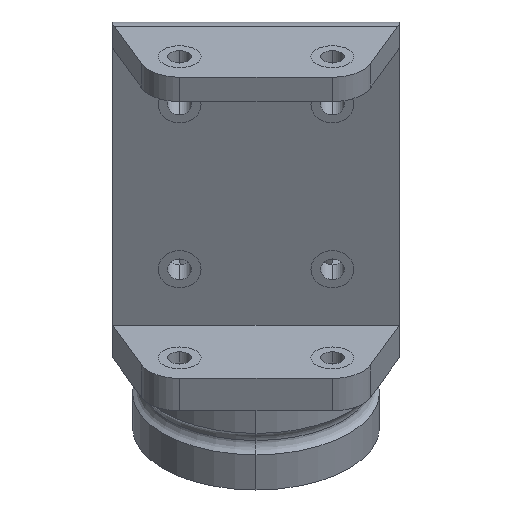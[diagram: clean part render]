
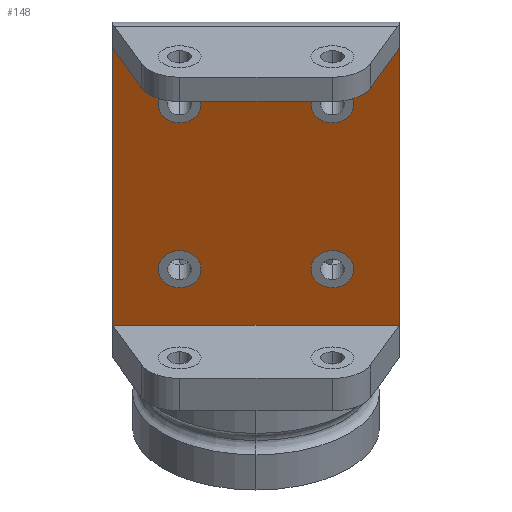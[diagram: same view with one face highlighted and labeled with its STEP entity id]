
A CAD part, top view. The second image highlights one B-rep face of the part: STEP entity #148.
In plain terms, the highlighted planar face has unit normal (0, -0.507, 0.862).
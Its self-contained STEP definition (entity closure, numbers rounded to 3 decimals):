
#6 = AXIS2_PLACEMENT_3D ( 'NONE', #2557, #1711, #364 ) ;
#34 = EDGE_LOOP ( 'NONE', ( #2152, #2005 ) ) ;
#128 = CARTESIAN_POINT ( 'NONE',  ( -8., 206.144, 142.133 ) ) ;
#143 = CARTESIAN_POINT ( 'NONE',  ( -8., 208.084, 143.274 ) ) ;
#148 = ADVANCED_FACE ( 'NONE', ( #2787, #2562, #2060, #2502, #576 ), #551, .T. ) ;
#153 = LINE ( 'NONE', #2099, #1142 ) ;
#217 = ORIENTED_EDGE ( 'NONE', *, *, #1752, .F. ) ;
#223 = CIRCLE ( 'NONE', #2346, 2.25 ) ;
#229 = VECTOR ( 'NONE', #1463, 1000. ) ;
#247 = AXIS2_PLACEMENT_3D ( 'NONE', #1541, #1757, #462 ) ;
#252 = VECTOR ( 'NONE', #1798, 1000. ) ;
#280 = DIRECTION ( 'NONE',  ( 0., -0.862, -0.507 ) ) ;
#290 = EDGE_CURVE ( 'NONE', #2702, #923, #2548, .T. ) ;
#292 = ORIENTED_EDGE ( 'NONE', *, *, #290, .T. ) ;
#357 = AXIS2_PLACEMENT_3D ( 'NONE', #565, #2345, #1457 ) ;
#359 = VERTEX_POINT ( 'NONE', #409 ) ;
#364 = DIRECTION ( 'NONE',  ( 0., -0.862, -0.507 ) ) ;
#409 = CARTESIAN_POINT ( 'NONE',  ( -8., 210.023, 144.415 ) ) ;
#432 = EDGE_CURVE ( 'NONE', #359, #1764, #1117, .T. ) ;
#462 = DIRECTION ( 'NONE',  ( 0., -0.862, -0.507 ) ) ;
#478 = LINE ( 'NONE', #2461, #252 ) ;
#551 = PLANE ( 'NONE',  #357 ) ;
#552 = VERTEX_POINT ( 'NONE', #2754 ) ;
#565 = CARTESIAN_POINT ( 'NONE',  ( -22., 213.902, 146.696 ) ) ;
#576 = FACE_BOUND ( 'NONE', #1740, .T. ) ;
#589 = CARTESIAN_POINT ( 'NONE',  ( 8., 208.084, 143.274 ) ) ;
#599 = VERTEX_POINT ( 'NONE', #1624 ) ;
#600 = CARTESIAN_POINT ( 'NONE',  ( -15., 184.984, 129.687 ) ) ;
#604 = DIRECTION ( 'NONE',  ( 0., 0.507, -0.862 ) ) ;
#617 = DIRECTION ( 'NONE',  ( 0., -0.862, -0.507 ) ) ;
#621 = CIRCLE ( 'NONE', #798, 2.25 ) ;
#631 = EDGE_LOOP ( 'NONE', ( #1812, #2233 ) ) ;
#651 = CARTESIAN_POINT ( 'NONE',  ( 8., 190.845, 133.134 ) ) ;
#689 = EDGE_CURVE ( 'NONE', #1100, #1783, #2603, .T. ) ;
#721 = EDGE_CURVE ( 'NONE', #1764, #359, #223, .T. ) ;
#730 = VERTEX_POINT ( 'NONE', #2599 ) ;
#798 = AXIS2_PLACEMENT_3D ( 'NONE', #651, #1529, #280 ) ;
#800 = DIRECTION ( 'NONE',  ( 0., 0.507, -0.862 ) ) ;
#815 = CIRCLE ( 'NONE', #1229, 2.25 ) ;
#839 = CARTESIAN_POINT ( 'NONE',  ( -15., 213.902, 146.696 ) ) ;
#893 = AXIS2_PLACEMENT_3D ( 'NONE', #1685, #2797, #2826 ) ;
#923 = VERTEX_POINT ( 'NONE', #1614 ) ;
#964 = ORIENTED_EDGE ( 'NONE', *, *, #1397, .T. ) ;
#1006 = CARTESIAN_POINT ( 'NONE',  ( -8., 192.784, 134.275 ) ) ;
#1060 = LINE ( 'NONE', #1213, #229 ) ;
#1100 = VERTEX_POINT ( 'NONE', #2254 ) ;
#1117 = CIRCLE ( 'NONE', #247, 2.25 ) ;
#1142 = VECTOR ( 'NONE', #1448, 1000. ) ;
#1213 = CARTESIAN_POINT ( 'NONE',  ( -22., 184.984, 129.687 ) ) ;
#1229 = AXIS2_PLACEMENT_3D ( 'NONE', #589, #604, #617 ) ;
#1324 = EDGE_LOOP ( 'NONE', ( #217, #2857, #1654, #2798 ) ) ;
#1397 = EDGE_CURVE ( 'NONE', #923, #2702, #815, .T. ) ;
#1448 = DIRECTION ( 'NONE',  ( 1., 0., 0. ) ) ;
#1457 = DIRECTION ( 'NONE',  ( 0., -0.862, -0.507 ) ) ;
#1463 = DIRECTION ( 'NONE',  ( 1., 0., 0. ) ) ;
#1472 = CARTESIAN_POINT ( 'NONE',  ( 8., 208.084, 143.274 ) ) ;
#1513 = AXIS2_PLACEMENT_3D ( 'NONE', #2644, #1792, #2414 ) ;
#1529 = DIRECTION ( 'NONE',  ( 0., 0.507, -0.862 ) ) ;
#1541 = CARTESIAN_POINT ( 'NONE',  ( -8., 208.084, 143.274 ) ) ;
#1567 = ORIENTED_EDGE ( 'NONE', *, *, #2658, .T. ) ;
#1575 = EDGE_CURVE ( 'NONE', #2441, #552, #2350, .T. ) ;
#1583 = CARTESIAN_POINT ( 'NONE',  ( 8., 188.905, 131.994 ) ) ;
#1614 = CARTESIAN_POINT ( 'NONE',  ( 8., 206.144, 142.133 ) ) ;
#1624 = CARTESIAN_POINT ( 'NONE',  ( 15., 213.945, 146.722 ) ) ;
#1654 = ORIENTED_EDGE ( 'NONE', *, *, #1876, .T. ) ;
#1685 = CARTESIAN_POINT ( 'NONE',  ( -8., 190.845, 133.134 ) ) ;
#1690 = EDGE_LOOP ( 'NONE', ( #964, #292 ) ) ;
#1711 = DIRECTION ( 'NONE',  ( 0., 0.507, -0.862 ) ) ;
#1721 = DIRECTION ( 'NONE',  ( 0., -0.862, -0.507 ) ) ;
#1740 = EDGE_LOOP ( 'NONE', ( #1803, #1567 ) ) ;
#1752 = EDGE_CURVE ( 'NONE', #730, #599, #153, .T. ) ;
#1757 = DIRECTION ( 'NONE',  ( 0., 0.507, -0.862 ) ) ;
#1764 = VERTEX_POINT ( 'NONE', #128 ) ;
#1783 = VERTEX_POINT ( 'NONE', #1006 ) ;
#1792 = DIRECTION ( 'NONE',  ( 0., 0.507, -0.862 ) ) ;
#1798 = DIRECTION ( 'NONE',  ( 0., 0.862, 0.507 ) ) ;
#1800 = AXIS2_PLACEMENT_3D ( 'NONE', #1472, #2360, #2829 ) ;
#1803 = ORIENTED_EDGE ( 'NONE', *, *, #689, .T. ) ;
#1812 = ORIENTED_EDGE ( 'NONE', *, *, #721, .T. ) ;
#1815 = VERTEX_POINT ( 'NONE', #600 ) ;
#1876 = EDGE_CURVE ( 'NONE', #1815, #1916, #1060, .T. ) ;
#1916 = VERTEX_POINT ( 'NONE', #2671 ) ;
#1925 = EDGE_CURVE ( 'NONE', #730, #1815, #2176, .T. ) ;
#2005 = ORIENTED_EDGE ( 'NONE', *, *, #2338, .T. ) ;
#2060 = FACE_OUTER_BOUND ( 'NONE', #1324, .T. ) ;
#2099 = CARTESIAN_POINT ( 'NONE',  ( -22., 213.945, 146.722 ) ) ;
#2148 = DIRECTION ( 'NONE',  ( 0., -0.862, -0.507 ) ) ;
#2152 = ORIENTED_EDGE ( 'NONE', *, *, #1575, .T. ) ;
#2176 = LINE ( 'NONE', #839, #2211 ) ;
#2211 = VECTOR ( 'NONE', #1721, 1000. ) ;
#2233 = ORIENTED_EDGE ( 'NONE', *, *, #432, .T. ) ;
#2254 = CARTESIAN_POINT ( 'NONE',  ( -8., 188.905, 131.994 ) ) ;
#2338 = EDGE_CURVE ( 'NONE', #552, #2441, #621, .T. ) ;
#2345 = DIRECTION ( 'NONE',  ( 0., -0.507, 0.862 ) ) ;
#2346 = AXIS2_PLACEMENT_3D ( 'NONE', #143, #800, #2148 ) ;
#2350 = CIRCLE ( 'NONE', #1513, 2.25 ) ;
#2360 = DIRECTION ( 'NONE',  ( 0., 0.507, -0.862 ) ) ;
#2378 = EDGE_CURVE ( 'NONE', #1916, #599, #478, .T. ) ;
#2414 = DIRECTION ( 'NONE',  ( 0., -0.862, -0.507 ) ) ;
#2441 = VERTEX_POINT ( 'NONE', #1583 ) ;
#2461 = CARTESIAN_POINT ( 'NONE',  ( 15., 213.902, 146.696 ) ) ;
#2502 = FACE_BOUND ( 'NONE', #631, .T. ) ;
#2548 = CIRCLE ( 'NONE', #1800, 2.25 ) ;
#2557 = CARTESIAN_POINT ( 'NONE',  ( -8., 190.845, 133.134 ) ) ;
#2562 = FACE_BOUND ( 'NONE', #1690, .T. ) ;
#2575 = CARTESIAN_POINT ( 'NONE',  ( 8., 210.023, 144.415 ) ) ;
#2599 = CARTESIAN_POINT ( 'NONE',  ( -15., 213.945, 146.722 ) ) ;
#2603 = CIRCLE ( 'NONE', #6, 2.25 ) ;
#2611 = CIRCLE ( 'NONE', #893, 2.25 ) ;
#2644 = CARTESIAN_POINT ( 'NONE',  ( 8., 190.845, 133.134 ) ) ;
#2658 = EDGE_CURVE ( 'NONE', #1783, #1100, #2611, .T. ) ;
#2671 = CARTESIAN_POINT ( 'NONE',  ( 15., 184.984, 129.687 ) ) ;
#2702 = VERTEX_POINT ( 'NONE', #2575 ) ;
#2754 = CARTESIAN_POINT ( 'NONE',  ( 8., 192.784, 134.275 ) ) ;
#2787 = FACE_BOUND ( 'NONE', #34, .T. ) ;
#2797 = DIRECTION ( 'NONE',  ( 0., 0.507, -0.862 ) ) ;
#2798 = ORIENTED_EDGE ( 'NONE', *, *, #2378, .T. ) ;
#2826 = DIRECTION ( 'NONE',  ( 0., -0.862, -0.507 ) ) ;
#2829 = DIRECTION ( 'NONE',  ( 0., -0.862, -0.507 ) ) ;
#2857 = ORIENTED_EDGE ( 'NONE', *, *, #1925, .T. ) ;
